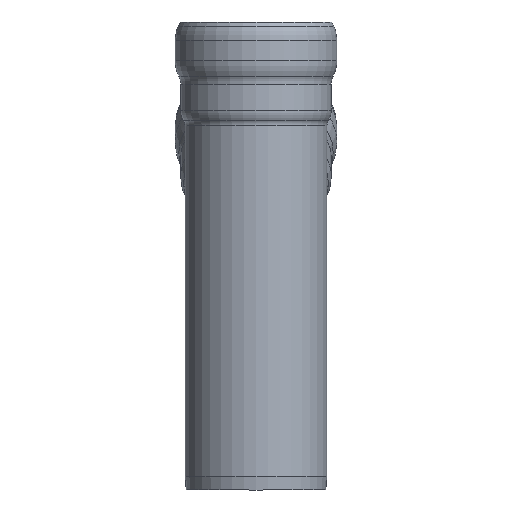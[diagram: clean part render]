
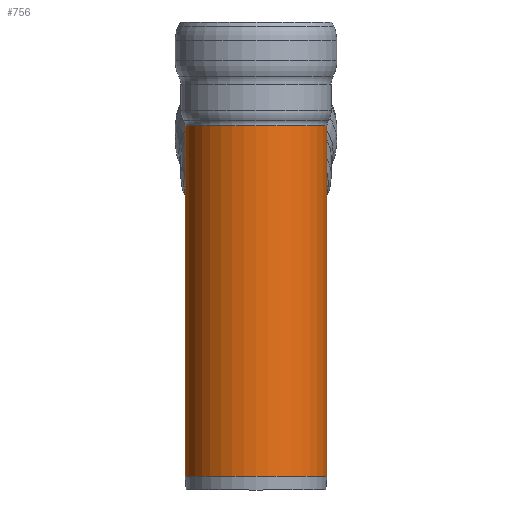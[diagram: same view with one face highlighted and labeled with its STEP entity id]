
A CAD part, left-side view. The second image highlights one B-rep face of the part: STEP entity #756.
In plain terms, the highlighted cylindrical face has radius 508 mm (diameter 1016 mm), a full revolution.
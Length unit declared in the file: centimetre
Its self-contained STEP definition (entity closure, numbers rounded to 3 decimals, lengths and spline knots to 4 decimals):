
#47=CYLINDRICAL_SURFACE('',#816,50.8);
#61=CIRCLE('',#807,50.8);
#62=CIRCLE('',#808,50.8);
#68=CIRCLE('',#817,50.8);
#69=CIRCLE('',#818,50.8);
#159=FACE_OUTER_BOUND('',#204,.T.);
#204=EDGE_LOOP('',(#539,#540,#541,#542,#543,#544,#545,#546,#547,#548));
#250=LINE('',#1301,#279);
#251=LINE('',#1303,#280);
#279=VECTOR('',#983,50.8);
#280=VECTOR('',#984,50.8);
#302=ELLIPSE('',#800,54.9855,50.8);
#304=ELLIPSE('',#803,132.7468,50.8);
#311=VERTEX_POINT('',#1248);
#312=VERTEX_POINT('',#1250);
#315=VERTEX_POINT('',#1261);
#316=VERTEX_POINT('',#1263);
#322=VERTEX_POINT('',#1302);
#323=VERTEX_POINT('',#1304);
#385=EDGE_CURVE('',#312,#311,#302,.T.);
#388=EDGE_CURVE('',#311,#312,#304,.T.);
#392=EDGE_CURVE('',#315,#316,#61,.T.);
#393=EDGE_CURVE('',#316,#315,#62,.T.);
#403=EDGE_CURVE('',#316,#312,#250,.T.);
#404=EDGE_CURVE('',#312,#322,#251,.T.);
#405=EDGE_CURVE('',#322,#323,#68,.T.);
#406=EDGE_CURVE('',#323,#322,#69,.T.);
#539=ORIENTED_EDGE('',*,*,#393,.F.);
#540=ORIENTED_EDGE('',*,*,#403,.T.);
#541=ORIENTED_EDGE('',*,*,#385,.T.);
#542=ORIENTED_EDGE('',*,*,#388,.T.);
#543=ORIENTED_EDGE('',*,*,#404,.T.);
#544=ORIENTED_EDGE('',*,*,#405,.T.);
#545=ORIENTED_EDGE('',*,*,#406,.T.);
#546=ORIENTED_EDGE('',*,*,#404,.F.);
#547=ORIENTED_EDGE('',*,*,#403,.F.);
#548=ORIENTED_EDGE('',*,*,#392,.F.);
#756=ADVANCED_FACE('',(#159),#47,.T.);
#800=AXIS2_PLACEMENT_3D('',#1251,#943,#944);
#803=AXIS2_PLACEMENT_3D('',#1255,#950,#951);
#807=AXIS2_PLACEMENT_3D('',#1264,#959,#960);
#808=AXIS2_PLACEMENT_3D('',#1265,#961,#962);
#816=AXIS2_PLACEMENT_3D('',#1300,#981,#982);
#817=AXIS2_PLACEMENT_3D('',#1305,#985,#986);
#818=AXIS2_PLACEMENT_3D('',#1306,#987,#988);
#943=DIRECTION('center_axis',(-0.383,0.,
-0.924));
#944=DIRECTION('ref_axis',(-0.924,0.,0.383));
#950=DIRECTION('center_axis',(-0.924,0.,0.383));
#951=DIRECTION('ref_axis',(-0.383,0.,-0.924));
#959=DIRECTION('center_axis',(0.,0.,-1.));
#960=DIRECTION('ref_axis',(1.,0.,0.));
#961=DIRECTION('center_axis',(0.,0.,-1.));
#962=DIRECTION('ref_axis',(1.,0.,0.));
#981=DIRECTION('center_axis',(0.,0.,-1.));
#982=DIRECTION('ref_axis',(0.,-1.,0.));
#983=DIRECTION('',(0.,0.,1.));
#984=DIRECTION('',(0.,0.,1.));
#985=DIRECTION('center_axis',(0.,0.,-1.));
#986=DIRECTION('ref_axis',(1.,0.,0.));
#987=DIRECTION('center_axis',(0.,0.,-1.));
#988=DIRECTION('ref_axis',(1.,0.,0.));
#1248=CARTESIAN_POINT('',(0.,-50.8,109.8954));
#1250=CARTESIAN_POINT('',(0.,50.8,109.8954));
#1251=CARTESIAN_POINT('Origin',(0.,0.,
109.8954));
#1255=CARTESIAN_POINT('Origin',(0.,0.,
109.8954));
#1261=CARTESIAN_POINT('',(-50.8,0.,9.8954));
#1263=CARTESIAN_POINT('',(0.,50.8,9.8954));
#1264=CARTESIAN_POINT('Origin',(0.,0.,
9.8954));
#1265=CARTESIAN_POINT('Origin',(0.,0.,
9.8954));
#1300=CARTESIAN_POINT('Origin',(0.,0.,
260.5112));
#1301=CARTESIAN_POINT('',(0.,50.8,260.5112));
#1302=CARTESIAN_POINT('',(0.,50.8,260.5112));
#1303=CARTESIAN_POINT('',(0.,50.8,260.5112));
#1304=CARTESIAN_POINT('',(0.,-50.8,260.5112));
#1305=CARTESIAN_POINT('Origin',(0.,0.,
260.5112));
#1306=CARTESIAN_POINT('Origin',(0.,0.,
260.5112));
